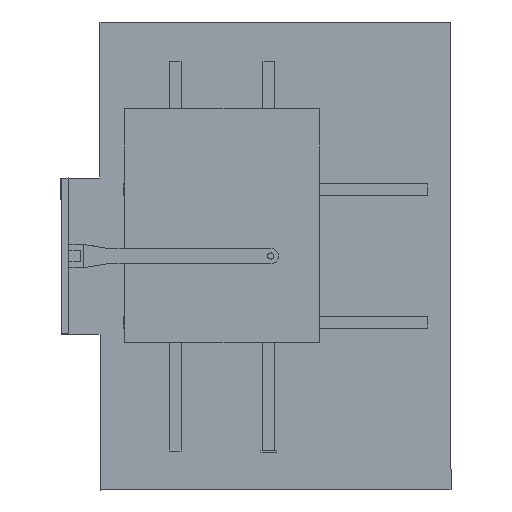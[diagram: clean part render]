
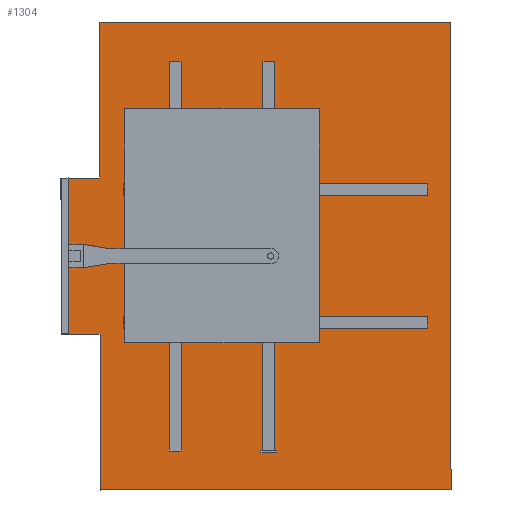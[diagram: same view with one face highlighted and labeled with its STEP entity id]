
A CAD part, front view. The second image highlights one B-rep face of the part: STEP entity #1304.
In plain terms, the highlighted face is planar.
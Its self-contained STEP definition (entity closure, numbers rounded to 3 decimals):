
#165=FACE_OUTER_BOUND('',#238,.T.);
#238=EDGE_LOOP('',(#991,#992,#993,#994,#995,#996,#997,#998));
#328=LINE('',#2129,#483);
#332=LINE('',#2137,#487);
#335=LINE('',#2143,#490);
#338=LINE('',#2149,#493);
#341=LINE('',#2155,#496);
#344=LINE('',#2161,#499);
#347=LINE('',#2167,#502);
#350=LINE('',#2172,#505);
#483=VECTOR('',#1753,10.);
#487=VECTOR('',#1759,10.);
#490=VECTOR('',#1764,10.);
#493=VECTOR('',#1769,10.);
#496=VECTOR('',#1774,10.);
#499=VECTOR('',#1779,10.);
#502=VECTOR('',#1784,10.);
#505=VECTOR('',#1789,10.);
#622=VERTEX_POINT('',#2127);
#623=VERTEX_POINT('',#2128);
#626=VERTEX_POINT('',#2136);
#628=VERTEX_POINT('',#2142);
#630=VERTEX_POINT('',#2148);
#632=VERTEX_POINT('',#2154);
#634=VERTEX_POINT('',#2160);
#636=VERTEX_POINT('',#2166);
#744=EDGE_CURVE('',#622,#623,#328,.T.);
#748=EDGE_CURVE('',#626,#622,#332,.T.);
#751=EDGE_CURVE('',#628,#626,#335,.T.);
#754=EDGE_CURVE('',#630,#628,#338,.T.);
#757=EDGE_CURVE('',#632,#630,#341,.T.);
#760=EDGE_CURVE('',#634,#632,#344,.T.);
#763=EDGE_CURVE('',#636,#634,#347,.T.);
#766=EDGE_CURVE('',#623,#636,#350,.T.);
#991=ORIENTED_EDGE('',*,*,#766,.F.);
#992=ORIENTED_EDGE('',*,*,#744,.F.);
#993=ORIENTED_EDGE('',*,*,#748,.F.);
#994=ORIENTED_EDGE('',*,*,#751,.F.);
#995=ORIENTED_EDGE('',*,*,#754,.F.);
#996=ORIENTED_EDGE('',*,*,#757,.F.);
#997=ORIENTED_EDGE('',*,*,#760,.F.);
#998=ORIENTED_EDGE('',*,*,#763,.F.);
#1206=PLANE('',#1573);
#1304=ADVANCED_FACE('',(#165),#1206,.F.);
#1573=AXIS2_PLACEMENT_3D('',#2175,#1793,#1794);
#1753=DIRECTION('',(0.,-1.,0.));
#1759=DIRECTION('',(-1.,0.,0.));
#1764=DIRECTION('',(0.,1.,0.));
#1769=DIRECTION('',(1.,0.,0.));
#1774=DIRECTION('',(0.,-1.,0.));
#1779=DIRECTION('',(1.,0.,0.));
#1784=DIRECTION('',(0.,-1.,0.));
#1789=DIRECTION('',(-1.,0.,0.));
#1793=DIRECTION('center_axis',(0.,0.,1.));
#1794=DIRECTION('ref_axis',(1.,0.,0.));
#2127=CARTESIAN_POINT('',(-225.,221.209,0.));
#2128=CARTESIAN_POINT('',(-225.,21.209,0.));
#2129=CARTESIAN_POINT('',(-225.,221.209,0.));
#2136=CARTESIAN_POINT('',(225.,221.209,0.));
#2137=CARTESIAN_POINT('',(225.,221.209,0.));
#2142=CARTESIAN_POINT('',(225.,-378.791,0.));
#2143=CARTESIAN_POINT('',(225.,-378.791,0.));
#2148=CARTESIAN_POINT('',(-225.,-378.791,0.));
#2149=CARTESIAN_POINT('',(-225.,-378.791,0.));
#2154=CARTESIAN_POINT('',(-225.,-178.791,0.));
#2155=CARTESIAN_POINT('',(-225.,-178.791,0.));
#2160=CARTESIAN_POINT('',(-275.,-178.791,0.));
#2161=CARTESIAN_POINT('',(-275.,-178.791,0.));
#2166=CARTESIAN_POINT('',(-275.,21.209,0.));
#2167=CARTESIAN_POINT('',(-275.,21.209,0.));
#2172=CARTESIAN_POINT('',(-225.,21.209,0.));
#2175=CARTESIAN_POINT('Origin',(-25.,-78.791,0.));
